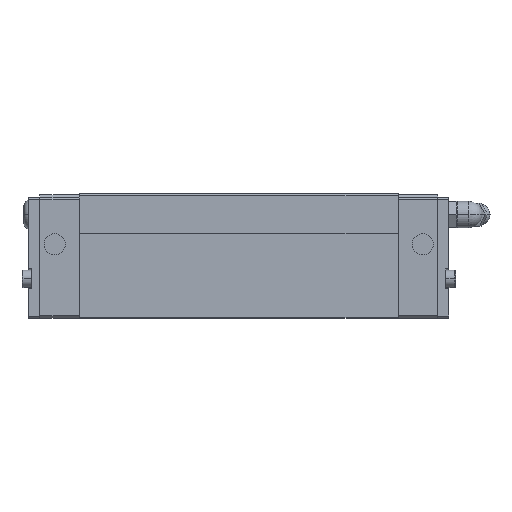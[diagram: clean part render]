
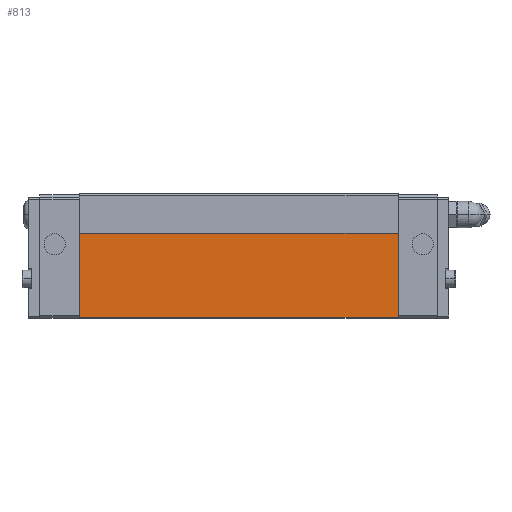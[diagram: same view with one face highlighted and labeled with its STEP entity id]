
A CAD part, left-side view. The second image highlights one B-rep face of the part: STEP entity #813.
In plain terms, the highlighted planar face has unit normal (-1, 0, 0).
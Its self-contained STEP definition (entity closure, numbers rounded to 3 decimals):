
#813=ADVANCED_FACE('',(#1673),#1674,.T.);
#1673=FACE_OUTER_BOUND('',#2560,.T.);
#1674=PLANE('',#2561);
#2560=EDGE_LOOP('',(#4991,#4992,#4993,#4994));
#2561=AXIS2_PLACEMENT_3D('',#4995,#4996,#4997);
#4991=ORIENTED_EDGE('',*,*,#5736,.F.);
#4992=ORIENTED_EDGE('',*,*,#6177,.F.);
#4993=ORIENTED_EDGE('',*,*,#6132,.F.);
#4994=ORIENTED_EDGE('',*,*,#6175,.T.);
#4995=CARTESIAN_POINT('',(-42.2,84.901,14.0));
#4996=DIRECTION('',(-1.0,0.0,0.0));
#4997=DIRECTION('',(0.0,0.0,1.0));
#5736=EDGE_CURVE('',#7014,#7016,#7017,.T.);
#6132=EDGE_CURVE('',#7579,#7581,#7582,.T.);
#6175=EDGE_CURVE('',#7579,#7016,#7627,.T.);
#6177=EDGE_CURVE('',#7581,#7014,#7629,.T.);
#7014=VERTEX_POINT('',#8892);
#7016=VERTEX_POINT('',#8895);
#7017=LINE('',#8896,#8897);
#7579=VERTEX_POINT('',#9915);
#7581=VERTEX_POINT('',#9918);
#7582=LINE('',#9919,#9920);
#7627=LINE('',#9986,#9987);
#7629=LINE('',#9989,#9990);
#8892=CARTESIAN_POINT('',(-42.2,149.301,9.7));
#8895=CARTESIAN_POINT('',(-42.2,149.301,44.0));
#8896=CARTESIAN_POINT('',(-42.2,149.301,24.375));
#8897=VECTOR('',#10677,1.0);
#9915=CARTESIAN_POINT('',(-42.2,20.501,44.0));
#9918=CARTESIAN_POINT('',(-42.2,20.501,9.7));
#9919=CARTESIAN_POINT('',(-42.2,20.501,24.375));
#9920=VECTOR('',#11001,1.0);
#9986=CARTESIAN_POINT('',(-42.2,84.901,44.0));
#9987=VECTOR('',#11035,1.0);
#9989=CARTESIAN_POINT('',(-42.2,117.101,9.7));
#9990=VECTOR('',#11036,1.0);
#10677=DIRECTION('',(0.0,0.0,1.0));
#11001=DIRECTION('',(-0.0,-0.0,-1.0));
#11035=DIRECTION('',(0.0,1.0,0.0));
#11036=DIRECTION('',(0.0,1.0,-0.0));
